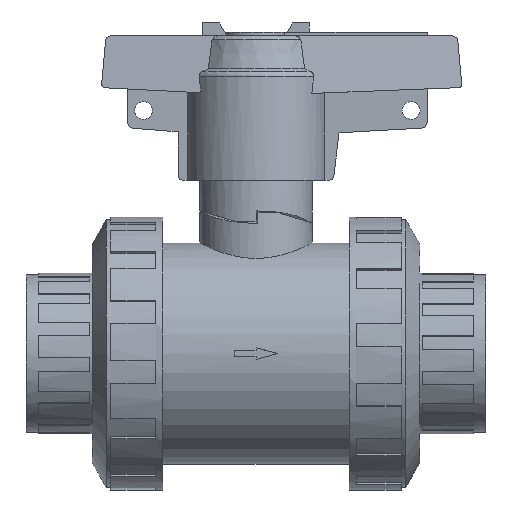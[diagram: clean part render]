
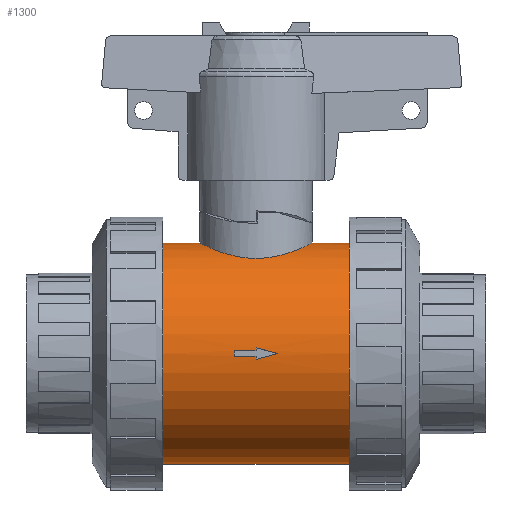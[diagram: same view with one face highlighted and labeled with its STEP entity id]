
A CAD part, front view. The second image highlights one B-rep face of the part: STEP entity #1300.
In plain terms, the highlighted cylindrical face has radius 34.425 mm (diameter 68.85 mm), a partial arc.
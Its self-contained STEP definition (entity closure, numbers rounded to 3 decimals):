
#1300=ADVANCED_FACE('',(#2626,#2627),#2628,.T.);
#2626=FACE_OUTER_BOUND('',#3959,.T.);
#2627=FACE_BOUND('',#3960,.T.);
#2628=CYLINDRICAL_SURFACE('',#3961,34.425);
#3959=EDGE_LOOP('',(#8058,#8059,#8060,#8061,#8062,#8063,#8064));
#3960=EDGE_LOOP('',(#8065,#8066,#8067,#8068,#8069,#8070,#8071));
#3961=AXIS2_PLACEMENT_3D('',#8072,#8073,#8074);
#8058=ORIENTED_EDGE('',*,*,#8207,.T.);
#8059=ORIENTED_EDGE('',*,*,#9811,.T.);
#8060=ORIENTED_EDGE('',*,*,#8210,.T.);
#8061=ORIENTED_EDGE('',*,*,#9812,.T.);
#8062=ORIENTED_EDGE('',*,*,#9813,.T.);
#8063=ORIENTED_EDGE('',*,*,#8209,.T.);
#8064=ORIENTED_EDGE('',*,*,#9814,.T.);
#8065=ORIENTED_EDGE('',*,*,#9795,.T.);
#8066=ORIENTED_EDGE('',*,*,#9784,.T.);
#8067=ORIENTED_EDGE('',*,*,#9773,.T.);
#8068=ORIENTED_EDGE('',*,*,#9760,.T.);
#8069=ORIENTED_EDGE('',*,*,#9765,.T.);
#8070=ORIENTED_EDGE('',*,*,#9777,.T.);
#8071=ORIENTED_EDGE('',*,*,#9788,.T.);
#8072=CARTESIAN_POINT('',(0.0,0.0,0.0));
#8073=DIRECTION('',(1.0,0.0,0.0));
#8074=DIRECTION('',(0.0,0.0,-1.0));
#8207=EDGE_CURVE('',#9888,#9889,#9890,.T.);
#8209=EDGE_CURVE('',#9856,#9891,#9893,.T.);
#8210=EDGE_CURVE('',#9894,#9853,#9895,.T.);
#9760=EDGE_CURVE('',#12200,#12201,#12202,.T.);
#9765=EDGE_CURVE('',#12201,#12209,#12210,.T.);
#9773=EDGE_CURVE('',#12221,#12200,#12222,.T.);
#9777=EDGE_CURVE('',#12209,#12227,#12228,.T.);
#9784=EDGE_CURVE('',#12237,#12221,#12238,.T.);
#9788=EDGE_CURVE('',#12227,#12243,#12244,.T.);
#9795=EDGE_CURVE('',#12243,#12237,#12253,.T.);
#9811=EDGE_CURVE('',#9889,#9894,#12272,.T.);
#9812=EDGE_CURVE('',#9853,#12273,#12274,.T.);
#9813=EDGE_CURVE('',#12273,#9856,#12275,.T.);
#9814=EDGE_CURVE('',#9891,#9888,#12276,.T.);
#9853=VERTEX_POINT('',#12320);
#9856=VERTEX_POINT('',#12324);
#9888=VERTEX_POINT('',#12402);
#9889=VERTEX_POINT('',#12403);
#9890=LINE('',#12404,#12405);
#9891=VERTEX_POINT('',#12406);
#9893=LINE('',#12408,#12409);
#9894=VERTEX_POINT('',#12410);
#9895=LINE('',#12411,#12412);
#12200=VERTEX_POINT('',#15932);
#12201=VERTEX_POINT('',#15933);
#12202=LINE('',#15934,#15935);
#12209=VERTEX_POINT('',#15945);
#12210=CIRCLE('',#15946,34.425);
#12221=VERTEX_POINT('',#15962);
#12222=CIRCLE('',#15963,34.425);
#12227=VERTEX_POINT('',#15970);
#12228=ELLIPSE('',#15971,135.198,34.425);
#12237=VERTEX_POINT('',#15984);
#12238=LINE('',#15985,#15986);
#12243=VERTEX_POINT('',#15993);
#12244=ELLIPSE('',#15994,135.198,34.425);
#12253=CIRCLE('',#16007,34.425);
#12272=CIRCLE('',#16034,34.425);
#12273=VERTEX_POINT('',#16035);
#12274=B_SPLINE_CURVE_WITH_KNOTS('',3,(#16036,#16037,#16038,#16039,#16040,#16041,#16042,#16043,#16044,#16045,#16046,#16047,#16048,#16049,#16050,#16051,#16052,#16053,#16054,#16055,#16056,#16057),.UNSPECIFIED.,.F.,.F.,(4,2,2,2,2,2,2,2,2,2,4),(80.737,82.416,84.096,87.455,90.814,94.173,97.542,100.911,104.28,105.965,107.649),.UNSPECIFIED.);
#12275=B_SPLINE_CURVE_WITH_KNOTS('',3,(#16058,#16059,#16060,#16061,#16062,#16063,#16064,#16065,#16066,#16067,#16068,#16069,#16070,#16071,#16072,#16073,#16074,#16075,#16076,#16077,#16078,#16079),.UNSPECIFIED.,.F.,.F.,(4,2,2,2,2,2,2,2,2,2,4),(0.0,1.684,3.369,6.738,10.107,13.476,16.835,20.194,23.553,25.233,26.912),.UNSPECIFIED.);
#12276=CIRCLE('',#16080,34.425);
#12320=CARTESIAN_POINT('',(17.49,0.,34.425));
#12324=CARTESIAN_POINT('',(-17.49,0.,34.425));
#12402=CARTESIAN_POINT('',(-29.059,0.,-34.425));
#12403=CARTESIAN_POINT('',(29.059,0.,-34.425));
#12404=CARTESIAN_POINT('',(0.0,0.,-34.425));
#12405=VECTOR('',#16156,1.0);
#12406=CARTESIAN_POINT('',(-29.059,0.,34.425));
#12408=CARTESIAN_POINT('',(0.0,0.,34.425));
#12409=VECTOR('',#16160,1.0);
#12410=CARTESIAN_POINT('',(29.059,0.,34.425));
#12411=CARTESIAN_POINT('',(0.0,0.,34.425));
#12412=VECTOR('',#16161,1.0);
#15932=CARTESIAN_POINT('',(-6.774,-34.413,0.892));
#15933=CARTESIAN_POINT('',(0.0,-34.413,0.892));
#15934=CARTESIAN_POINT('',(-3.387,-34.413,0.892));
#15935=VECTOR('',#18061,1.0);
#15945=CARTESIAN_POINT('',(0.0,-34.379,1.784));
#15946=AXIS2_PLACEMENT_3D('',#18065,#18066,#18067);
#15962=CARTESIAN_POINT('',(-6.774,-34.413,-0.892));
#15963=AXIS2_PLACEMENT_3D('',#18073,#18074,#18075);
#15970=CARTESIAN_POINT('',(6.774,-34.425,0.0));
#15971=AXIS2_PLACEMENT_3D('',#18078,#18079,#18080);
#15984=CARTESIAN_POINT('',(0.0,-34.413,-0.892));
#15985=CARTESIAN_POINT('',(-3.387,-34.413,-0.892));
#15986=VECTOR('',#18085,1.0);
#15993=CARTESIAN_POINT('',(0.0,-34.379,-1.784));
#15994=AXIS2_PLACEMENT_3D('',#18088,#18089,#18090);
#16007=AXIS2_PLACEMENT_3D('',#18095,#18096,#18097);
#16034=AXIS2_PLACEMENT_3D('',#18106,#18107,#18108);
#16035=CARTESIAN_POINT('',(0.0,-17.49,29.651));
#16036=CARTESIAN_POINT('',(17.49,0.,34.425));
#16037=CARTESIAN_POINT('',(17.49,-0.56,34.425));
#16038=CARTESIAN_POINT('',(17.463,-1.128,34.411));
#16039=CARTESIAN_POINT('',(17.352,-2.268,34.355));
#16040=CARTESIAN_POINT('',(17.268,-2.841,34.312));
#16041=CARTESIAN_POINT('',(16.928,-4.549,34.142));
#16042=CARTESIAN_POINT('',(16.584,-5.676,33.972));
#16043=CARTESIAN_POINT('',(15.685,-7.825,33.542));
#16044=CARTESIAN_POINT('',(15.129,-8.85,33.283));
#16045=CARTESIAN_POINT('',(13.852,-10.739,32.722));
#16046=CARTESIAN_POINT('',(13.131,-11.603,32.421));
#16047=CARTESIAN_POINT('',(11.601,-13.133,31.832));
#16048=CARTESIAN_POINT('',(10.736,-13.854,31.522));
#16049=CARTESIAN_POINT('',(8.847,-15.13,30.93));
#16050=CARTESIAN_POINT('',(7.824,-15.686,30.648));
#16051=CARTESIAN_POINT('',(5.678,-16.584,30.172));
#16052=CARTESIAN_POINT('',(4.553,-16.927,29.977));
#16053=CARTESIAN_POINT('',(2.845,-17.267,29.782));
#16054=CARTESIAN_POINT('',(2.272,-17.351,29.732));
#16055=CARTESIAN_POINT('',(1.13,-17.463,29.667));
#16056=CARTESIAN_POINT('',(0.561,-17.49,29.651));
#16057=CARTESIAN_POINT('',(0.0,-17.49,29.651));
#16058=CARTESIAN_POINT('',(0.0,-17.49,29.651));
#16059=CARTESIAN_POINT('',(-0.561,-17.49,29.651));
#16060=CARTESIAN_POINT('',(-1.13,-17.463,29.667));
#16061=CARTESIAN_POINT('',(-2.272,-17.351,29.732));
#16062=CARTESIAN_POINT('',(-2.845,-17.267,29.782));
#16063=CARTESIAN_POINT('',(-4.553,-16.927,29.977));
#16064=CARTESIAN_POINT('',(-5.678,-16.584,30.172));
#16065=CARTESIAN_POINT('',(-7.824,-15.686,30.648));
#16066=CARTESIAN_POINT('',(-8.847,-15.13,30.93));
#16067=CARTESIAN_POINT('',(-10.736,-13.854,31.522));
#16068=CARTESIAN_POINT('',(-11.601,-13.133,31.832));
#16069=CARTESIAN_POINT('',(-13.131,-11.603,32.421));
#16070=CARTESIAN_POINT('',(-13.852,-10.739,32.722));
#16071=CARTESIAN_POINT('',(-15.129,-8.85,33.283));
#16072=CARTESIAN_POINT('',(-15.685,-7.825,33.542));
#16073=CARTESIAN_POINT('',(-16.584,-5.676,33.972));
#16074=CARTESIAN_POINT('',(-16.928,-4.549,34.142));
#16075=CARTESIAN_POINT('',(-17.268,-2.841,34.312));
#16076=CARTESIAN_POINT('',(-17.352,-2.268,34.355));
#16077=CARTESIAN_POINT('',(-17.463,-1.128,34.411));
#16078=CARTESIAN_POINT('',(-17.49,-0.56,34.425));
#16079=CARTESIAN_POINT('',(-17.49,0.,34.425));
#16080=AXIS2_PLACEMENT_3D('',#18109,#18110,#18111);
#16156=DIRECTION('',(1.0,0.0,0.0));
#16160=DIRECTION('',(-1.0,-0.0,-0.0));
#16161=DIRECTION('',(-1.0,-0.0,-0.0));
#18061=DIRECTION('',(1.0,0.0,0.0));
#18065=CARTESIAN_POINT('',(0.0,0.0,0.0));
#18066=DIRECTION('',(-1.0,0.0,0.0));
#18067=DIRECTION('',(0.0,0.0,-1.0));
#18073=CARTESIAN_POINT('',(-6.774,0.0,0.0));
#18074=DIRECTION('',(-1.0,0.0,0.0));
#18075=DIRECTION('',(0.0,0.0,-1.0));
#18078=CARTESIAN_POINT('',(6.774,0.0,0.0));
#18079=DIRECTION('',(0.255,-0.0,0.967));
#18080=DIRECTION('',(0.967,0.0,-0.255));
#18085=DIRECTION('',(-1.0,-0.0,-0.0));
#18088=CARTESIAN_POINT('',(6.774,0.0,0.0));
#18089=DIRECTION('',(0.255,0.0,-0.967));
#18090=DIRECTION('',(-0.967,0.0,-0.255));
#18095=CARTESIAN_POINT('',(0.0,0.0,0.0));
#18096=DIRECTION('',(-1.0,0.0,0.0));
#18097=DIRECTION('',(0.0,0.0,-1.0));
#18106=CARTESIAN_POINT('',(29.059,0.0,0.0));
#18107=DIRECTION('',(-1.0,0.0,0.0));
#18108=DIRECTION('',(0.0,0.0,-1.0));
#18109=CARTESIAN_POINT('',(-29.059,0.0,0.0));
#18110=DIRECTION('',(1.0,0.0,0.0));
#18111=DIRECTION('',(0.0,0.0,-1.0));
